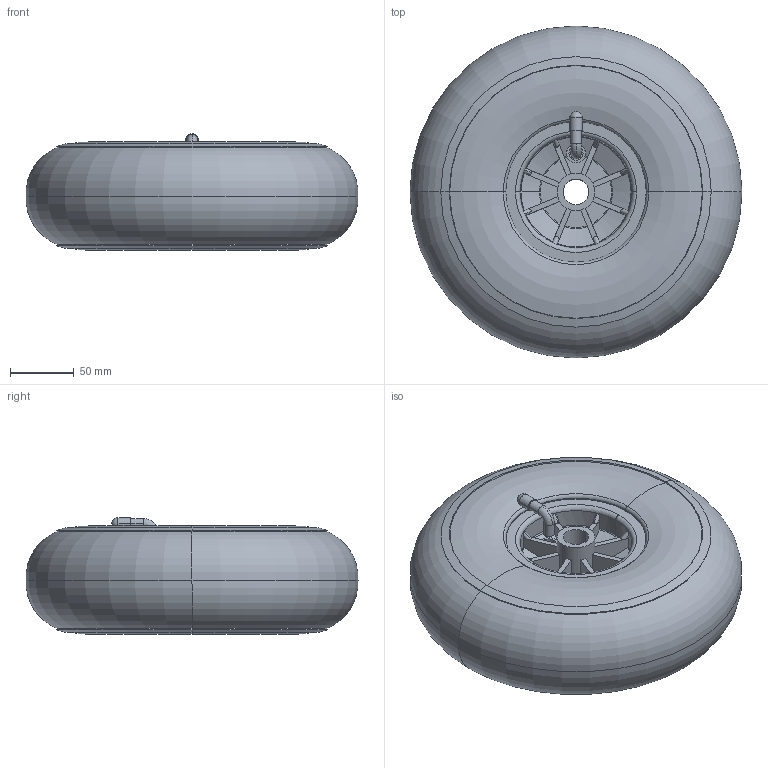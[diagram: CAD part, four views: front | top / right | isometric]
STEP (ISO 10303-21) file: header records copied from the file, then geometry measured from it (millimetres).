
FILE_DESCRIPTION (( 'STEP AP214' ), '1' );
FILE_NAME ('0017325_LRK2-260-85-75-G20_DUMMY.step', '2018-08-16T09:57:48', ( '' ), ( '' ), 'SwSTEP 2.0', 'SolidWorks 2018', '' );
FILE_SCHEMA (( 'AUTOMOTIVE_DESIGN' ));
Length unit declared in the file: millimetre
Products named in the file (1): 0017325_LRK2-260-85-75-G20_DUMMY
Bounding box: 260 x 260 x 91.35 mm (x, y, z)
Volume: 3421008.9 mm3; surface area: 245293.2 mm2
Topology: 3 solids, 3 shells, 317 faces, 828 edges, 520 vertices
Faces by surface type: plane 115, torus 82, cylinder 61, cone 58, sphere 1
Entity records: 14050 total; most frequent: CARTESIAN_POINT 3025, ORIENTED_EDGE 1650, DIRECTION 1516, EDGE_CURVE 825, AXIS2_PLACEMENT_3D 638, VERTEX_POINT 518, EDGE_LOOP 327, UNCERTAINTY_MEASURE_WITH_UNIT 322
